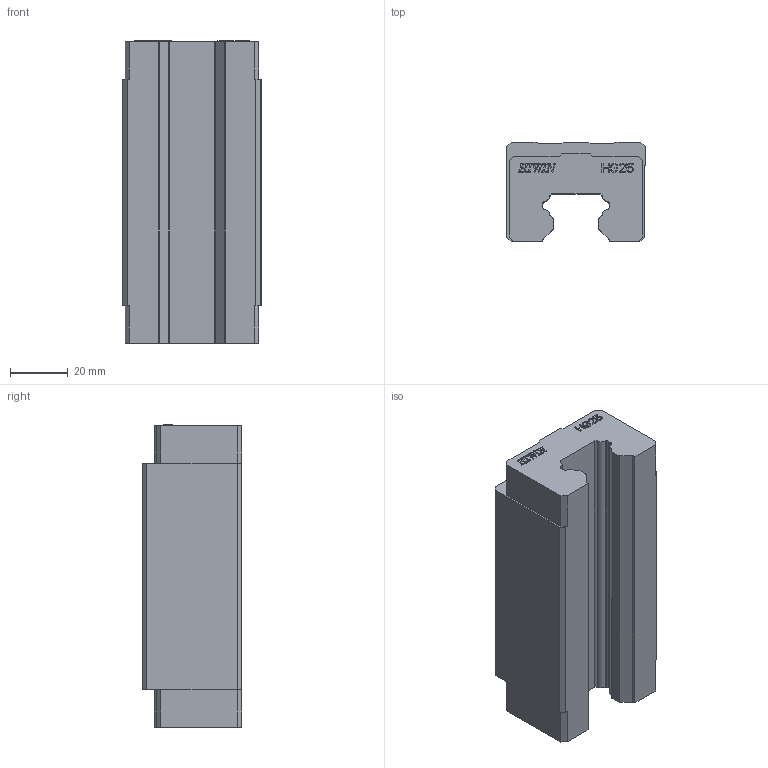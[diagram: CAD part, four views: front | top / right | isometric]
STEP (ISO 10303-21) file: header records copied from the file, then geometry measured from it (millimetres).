
FILE_DESCRIPTION (( 'STEP AP203' ), '1' );
FILE_NAME ('HGH25HA.STEP', '2007-01-11T08:33:30', ( 'HIWIN GmbH' ), ( '77654 Offenburg' ), 'SwSTEP 2.0', 'SolidWorks 2006104', '' );
FILE_SCHEMA (( 'CONFIG_CONTROL_DESIGN' ));
Length unit declared in the file: millimetre
Products named in the file (1): HGH25HA
Bounding box: 48 x 34.5 x 104.9 mm (x, y, z)
Volume: 130493.7 mm3; surface area: 23643.2 mm2
Topology: 1 solids, 1 shells, 360 faces, 1035 edges, 690 vertices
Faces by surface type: plane 270, bspline 60, cylinder 30
Entity records: 12894 total; most frequent: CARTESIAN_POINT 3724, ORIENTED_EDGE 2070, DIRECTION 1577, EDGE_CURVE 1035, VECTOR 855, LINE 855, VERTEX_POINT 690, EDGE_LOOP 373
